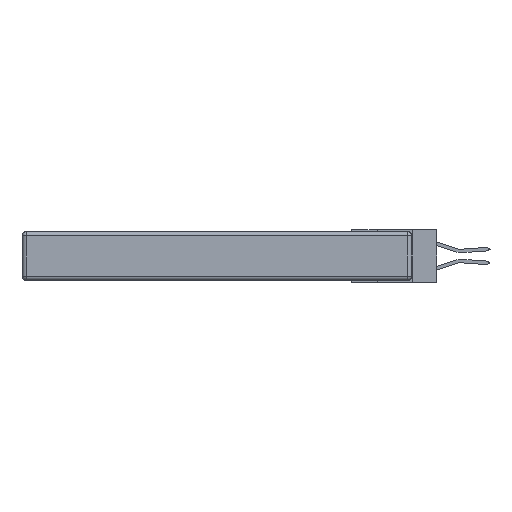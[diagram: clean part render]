
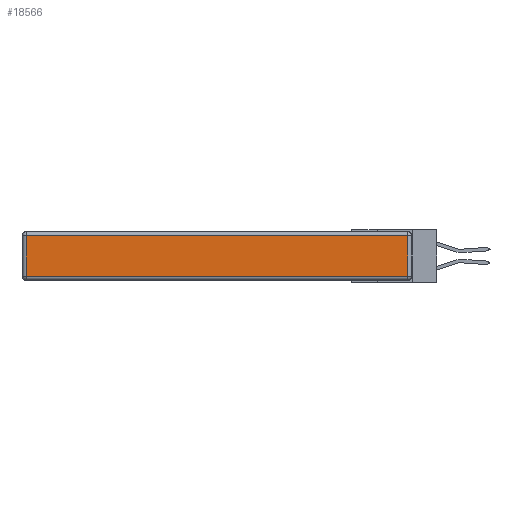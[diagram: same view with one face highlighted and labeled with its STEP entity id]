
A CAD part, left-side view. The second image highlights one B-rep face of the part: STEP entity #18566.
In plain terms, the highlighted planar face has unit normal (-1, 0, 0).
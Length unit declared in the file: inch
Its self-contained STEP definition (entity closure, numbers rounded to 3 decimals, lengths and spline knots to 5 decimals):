
#268 = EDGE_CURVE ( 'NONE', #25323, #12953, #23167, .T. ) ;
#1088 = DIRECTION ( 'NONE',  ( 0., 0., 1. ) ) ;
#1748 = EDGE_CURVE ( 'NONE', #18365, #33494, #5004, .T. ) ;
#3398 = VECTOR ( 'NONE', #12847, 39.37008 ) ;
#3577 = EDGE_LOOP ( 'NONE', ( #18348, #32774, #27651, #20175 ) ) ;
#3651 = CARTESIAN_POINT ( 'NONE',  ( 0., 2.72, -0.313 ) ) ;
#5004 = LINE ( 'NONE', #29323, #24952 ) ;
#5742 = DIRECTION ( 'NONE',  ( 0., 0., -1. ) ) ;
#6564 = DIRECTION ( 'NONE',  ( 0., -1., 0. ) ) ;
#7070 = LINE ( 'NONE', #8966, #17270 ) ;
#8966 = CARTESIAN_POINT ( 'NONE',  ( 0., 0., -0.313 ) ) ;
#9441 = EDGE_CURVE ( 'NONE', #33494, #25323, #9908, .T. ) ;
#9908 = LINE ( 'NONE', #25805, #3398 ) ;
#11422 = DIRECTION ( 'NONE',  ( -1., 0., 0. ) ) ;
#12847 = DIRECTION ( 'NONE',  ( 0., 1., 0. ) ) ;
#12953 = VERTEX_POINT ( 'NONE', #3651 ) ;
#13825 = PLANE ( 'NONE',  #31868 ) ;
#15490 = CARTESIAN_POINT ( 'NONE',  ( 0., 0.03, -0.313 ) ) ;
#16268 = CARTESIAN_POINT ( 'NONE',  ( 0., 2.72, -0.03 ) ) ;
#17270 = VECTOR ( 'NONE', #6564, 39.37008 ) ;
#18348 = ORIENTED_EDGE ( 'NONE', *, *, #33591, .T. ) ;
#18365 = VERTEX_POINT ( 'NONE', #15490 ) ;
#18566 = ADVANCED_FACE ( 'NONE', ( #20199 ), #13825, .T. ) ;
#18624 = DIRECTION ( 'NONE',  ( 0., 0., 1. ) ) ;
#20175 = ORIENTED_EDGE ( 'NONE', *, *, #268, .T. ) ;
#20199 = FACE_OUTER_BOUND ( 'NONE', #3577, .T. ) ;
#23167 = LINE ( 'NONE', #24054, #24832 ) ;
#23500 = CARTESIAN_POINT ( 'NONE',  ( 0., 0.03, -0.03 ) ) ;
#24054 = CARTESIAN_POINT ( 'NONE',  ( 0., 2.72, -0.343 ) ) ;
#24832 = VECTOR ( 'NONE', #5742, 39.37008 ) ;
#24952 = VECTOR ( 'NONE', #18624, 39.37008 ) ;
#25323 = VERTEX_POINT ( 'NONE', #16268 ) ;
#25805 = CARTESIAN_POINT ( 'NONE',  ( 0., 2.75, -0.03 ) ) ;
#27651 = ORIENTED_EDGE ( 'NONE', *, *, #9441, .T. ) ;
#29323 = CARTESIAN_POINT ( 'NONE',  ( 0., 0.03, -0.343 ) ) ;
#31868 = AXIS2_PLACEMENT_3D ( 'NONE', #31960, #11422, #1088 ) ;
#31960 = CARTESIAN_POINT ( 'NONE',  ( 0., 0., -0.343 ) ) ;
#32774 = ORIENTED_EDGE ( 'NONE', *, *, #1748, .T. ) ;
#33494 = VERTEX_POINT ( 'NONE', #23500 ) ;
#33591 = EDGE_CURVE ( 'NONE', #12953, #18365, #7070, .T. ) ;
